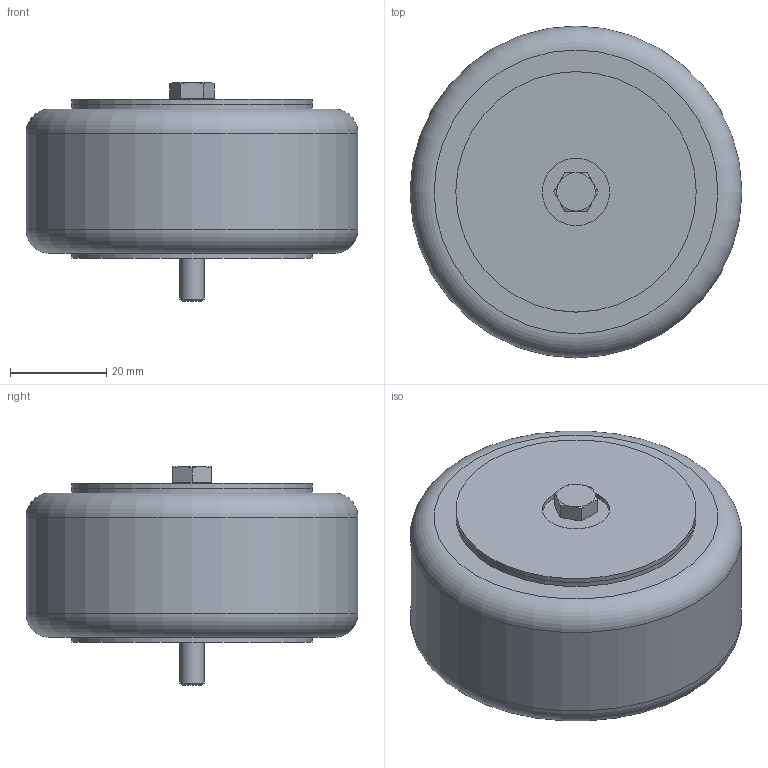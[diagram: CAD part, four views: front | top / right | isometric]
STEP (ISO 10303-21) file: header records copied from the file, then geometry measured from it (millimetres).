
FILE_DESCRIPTION(('FreeCAD Model'),'2;1');
FILE_NAME('Open CASCADE Shape Model','2024-12-23T16:51:25',(''),(''), 'Open CASCADE STEP processor 7.8','FreeCAD','Unknown');
FILE_SCHEMA(('AUTOMOTIVE_DESIGN { 1 0 10303 214 1 1 1 1 }'));
Length unit declared in the file: millimetre
Products named in the file (5): Assembly; Core001; Gasket; Washer; M5x42-Screw
Assembly tree (5 placements, depth 2):
  Assembly
    Core001
    Gasket  x2
    Washer
    M5x42-Screw
Bounding box: 69 x 69 x 45.5 mm (x, y, z)
Volume: 102094.7 mm3; surface area: 27590.3 mm2
Topology: 5 solids, 5 shells, 43 faces, 78 edges, 47 vertices
Faces by surface type: plane 18, cylinder 12, cone 8, torus 3, revolution 2
Full cylindrical faces by diameter (mm): 5 x5, 6.9 x1, 14 x1, 25 x1, 50 x3, 69 x1
Entity records: 1122 total; most frequent: DIRECTION 212, CARTESIAN_POINT 162, ORIENTED_EDGE 144, AXIS2_PLACEMENT_3D 93, EDGE_CURVE 72, FACE_BOUND 47, EDGE_LOOP 47, VERTEX_POINT 43
